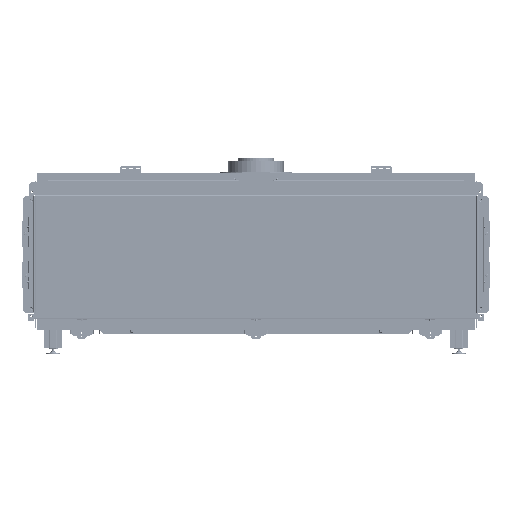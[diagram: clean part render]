
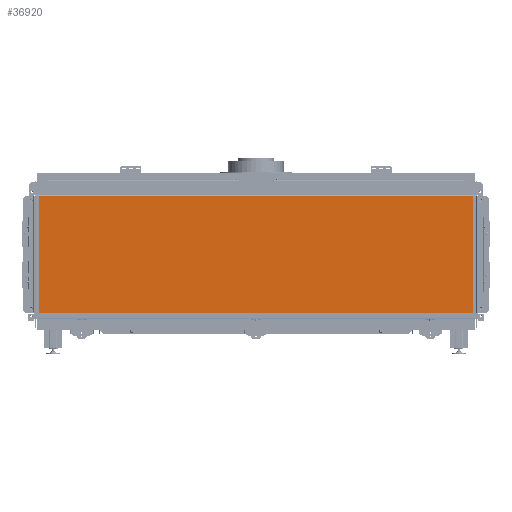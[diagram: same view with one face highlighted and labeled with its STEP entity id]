
A CAD part, top view. The second image highlights one B-rep face of the part: STEP entity #36920.
In plain terms, the highlighted planar face has unit normal (0, 0, 1).
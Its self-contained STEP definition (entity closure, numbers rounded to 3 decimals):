
#1387 = DIRECTION ( 'NONE',  ( 0., -1., 0. ) ) ;
#6857 = ORIENTED_EDGE ( 'NONE', *, *, #68869, .T. ) ;
#6963 = EDGE_CURVE ( 'NONE', #19212, #27414, #21988, .T. ) ;
#7233 = VECTOR ( 'NONE', #76200, 1000. ) ;
#8307 = CARTESIAN_POINT ( 'NONE',  ( 800., -225., 5. ) ) ;
#10293 = DIRECTION ( 'NONE',  ( 1., 0., 0. ) ) ;
#10517 = VECTOR ( 'NONE', #10293, 1000. ) ;
#11699 = LINE ( 'NONE', #50312, #7233 ) ;
#17516 = CARTESIAN_POINT ( 'NONE',  ( 800., -225., 5. ) ) ;
#19212 = VERTEX_POINT ( 'NONE', #8307 ) ;
#19273 = PLANE ( 'NONE',  #53678 ) ;
#20108 = CARTESIAN_POINT ( 'NONE',  ( 800., -225., 5. ) ) ;
#21988 = LINE ( 'NONE', #29175, #30910 ) ;
#22933 = ORIENTED_EDGE ( 'NONE', *, *, #40112, .T. ) ;
#23410 = EDGE_LOOP ( 'NONE', ( #52079, #79281, #22933, #6857 ) ) ;
#24777 = EDGE_CURVE ( 'NONE', #27414, #46906, #11699, .T. ) ;
#27414 = VERTEX_POINT ( 'NONE', #46359 ) ;
#29175 = CARTESIAN_POINT ( 'NONE',  ( 800., 225., 5. ) ) ;
#29403 = LINE ( 'NONE', #17516, #10517 ) ;
#30711 = LINE ( 'NONE', #45920, #51209 ) ;
#30910 = VECTOR ( 'NONE', #80894, 1000. ) ;
#31143 = CARTESIAN_POINT ( 'NONE',  ( -800., 225., 5. ) ) ;
#31986 = DIRECTION ( 'NONE',  ( -1., 0., 0. ) ) ;
#36920 = ADVANCED_FACE ( 'NONE', ( #64617 ), #19273, .F. ) ;
#40112 = EDGE_CURVE ( 'NONE', #46906, #80516, #30711, .T. ) ;
#45920 = CARTESIAN_POINT ( 'NONE',  ( -800., 225., 5. ) ) ;
#46359 = CARTESIAN_POINT ( 'NONE',  ( 800., 225., 5. ) ) ;
#46906 = VERTEX_POINT ( 'NONE', #31143 ) ;
#50312 = CARTESIAN_POINT ( 'NONE',  ( 800., 225., 5. ) ) ;
#51064 = DIRECTION ( 'NONE',  ( 0., 0., -1. ) ) ;
#51209 = VECTOR ( 'NONE', #1387, 1000. ) ;
#52079 = ORIENTED_EDGE ( 'NONE', *, *, #6963, .T. ) ;
#53678 = AXIS2_PLACEMENT_3D ( 'NONE', #20108, #51064, #31986 ) ;
#61462 = CARTESIAN_POINT ( 'NONE',  ( -800., -225., 5. ) ) ;
#64617 = FACE_OUTER_BOUND ( 'NONE', #23410, .T. ) ;
#68869 = EDGE_CURVE ( 'NONE', #80516, #19212, #29403, .T. ) ;
#76200 = DIRECTION ( 'NONE',  ( -1., 0., 0. ) ) ;
#79281 = ORIENTED_EDGE ( 'NONE', *, *, #24777, .T. ) ;
#80516 = VERTEX_POINT ( 'NONE', #61462 ) ;
#80894 = DIRECTION ( 'NONE',  ( 0., 1., 0. ) ) ;
